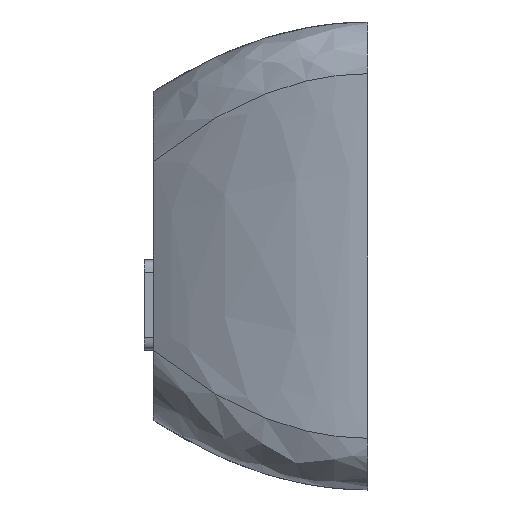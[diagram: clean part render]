
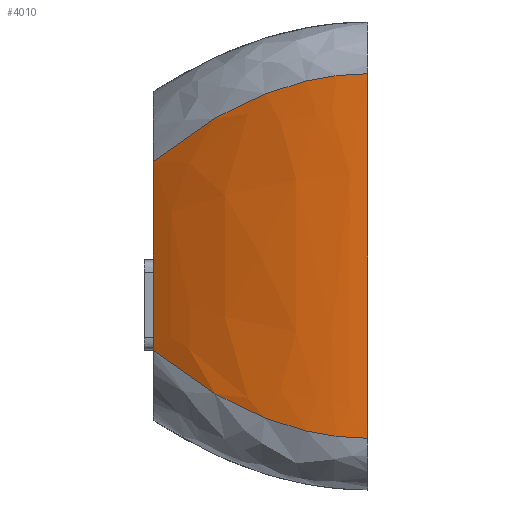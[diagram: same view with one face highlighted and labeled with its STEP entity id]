
A CAD part, left-side view. The second image highlights one B-rep face of the part: STEP entity #4010.
In plain terms, the highlighted free-form (B-spline) face has degree [3, 3] with [4, 4] control points.
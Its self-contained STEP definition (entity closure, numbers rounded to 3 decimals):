
#37=B_SPLINE_CURVE_WITH_KNOTS('',3,(#5170,#5171,#5172,#5173),
 .UNSPECIFIED.,.F.,.F.,(4,4),(0.,1.),.UNSPECIFIED.);
#38=B_SPLINE_CURVE_WITH_KNOTS('',3,(#5194,#5195,#5196,#5197),
 .UNSPECIFIED.,.F.,.F.,(4,4),(0.,1.),.UNSPECIFIED.);
#289=B_SPLINE_SURFACE_WITH_KNOTS('',3,3,((#5175,#5176,#5177,#5178),(#5179,
#5180,#5181,#5182),(#5183,#5184,#5185,#5186),(#5187,#5188,#5189,#5190)),
 .UNSPECIFIED.,.F.,.F.,.F.,(4,4),(4,4),(0.,1.),(0.,1.),.UNSPECIFIED.);
#381=FACE_OUTER_BOUND('',#600,.T.);
#600=EDGE_LOOP('',(#2649,#2650,#2651,#2652));
#843=LINE('',#5192,#1218);
#844=LINE('',#5198,#1219);
#1218=VECTOR('',#4419,10.);
#1219=VECTOR('',#4420,10.);
#1596=VERTEX_POINT('',#5167);
#1597=VERTEX_POINT('',#5169);
#1598=VERTEX_POINT('',#5191);
#1599=VERTEX_POINT('',#5193);
#2017=EDGE_CURVE('',#1596,#1597,#37,.T.);
#2019=EDGE_CURVE('',#1598,#1596,#843,.T.);
#2020=EDGE_CURVE('',#1598,#1599,#38,.T.);
#2021=EDGE_CURVE('',#1599,#1597,#844,.T.);
#2649=ORIENTED_EDGE('',*,*,#2019,.F.);
#2650=ORIENTED_EDGE('',*,*,#2020,.T.);
#2651=ORIENTED_EDGE('',*,*,#2021,.T.);
#2652=ORIENTED_EDGE('',*,*,#2017,.F.);
#4010=ADVANCED_FACE('',(#381),#289,.F.);
#4419=DIRECTION('',(0.,0.,1.));
#4420=DIRECTION('',(0.,0.,1.));
#5167=CARTESIAN_POINT('',(2.7,8.3,12.7));
#5169=CARTESIAN_POINT('',(0.,0.,16.1));
#5170=CARTESIAN_POINT('Ctrl Pts',(2.7,8.3,12.7));
#5171=CARTESIAN_POINT('Ctrl Pts',(0.9,5.533,14.967));
#5172=CARTESIAN_POINT('Ctrl Pts',(0.,2.767,
16.1));
#5173=CARTESIAN_POINT('Ctrl Pts',(0.,0.,16.1));
#5175=CARTESIAN_POINT('Ctrl Pts',(2.7,8.3,5.4));
#5176=CARTESIAN_POINT('Ctrl Pts',(0.9,5.533,3.133));
#5177=CARTESIAN_POINT('Ctrl Pts',(0.,2.767,2.));
#5178=CARTESIAN_POINT('Ctrl Pts',(0.,0.,2.));
#5179=CARTESIAN_POINT('Ctrl Pts',(2.7,8.3,6.814));
#5180=CARTESIAN_POINT('Ctrl Pts',(0.939,5.533,4.764));
#5181=CARTESIAN_POINT('Ctrl Pts',(0.,2.767,
3.047));
#5182=CARTESIAN_POINT('Ctrl Pts',(0.,0.,3.047));
#5183=CARTESIAN_POINT('Ctrl Pts',(2.7,8.3,11.286));
#5184=CARTESIAN_POINT('Ctrl Pts',(0.939,5.533,13.336));
#5185=CARTESIAN_POINT('Ctrl Pts',(0.,2.767,
15.053));
#5186=CARTESIAN_POINT('Ctrl Pts',(0.,0.,15.053));
#5187=CARTESIAN_POINT('Ctrl Pts',(2.7,8.3,12.7));
#5188=CARTESIAN_POINT('Ctrl Pts',(0.9,5.533,14.967));
#5189=CARTESIAN_POINT('Ctrl Pts',(0.,2.767,
16.1));
#5190=CARTESIAN_POINT('Ctrl Pts',(0.,0.,16.1));
#5191=CARTESIAN_POINT('',(2.7,8.3,5.4));
#5192=CARTESIAN_POINT('',(2.7,8.3,12.7));
#5193=CARTESIAN_POINT('',(0.,0.,2.));
#5194=CARTESIAN_POINT('Ctrl Pts',(2.7,8.3,5.4));
#5195=CARTESIAN_POINT('Ctrl Pts',(0.9,5.533,3.133));
#5196=CARTESIAN_POINT('Ctrl Pts',(0.,2.767,2.));
#5197=CARTESIAN_POINT('Ctrl Pts',(0.,0.,2.));
#5198=CARTESIAN_POINT('',(0.,0.,16.1));
